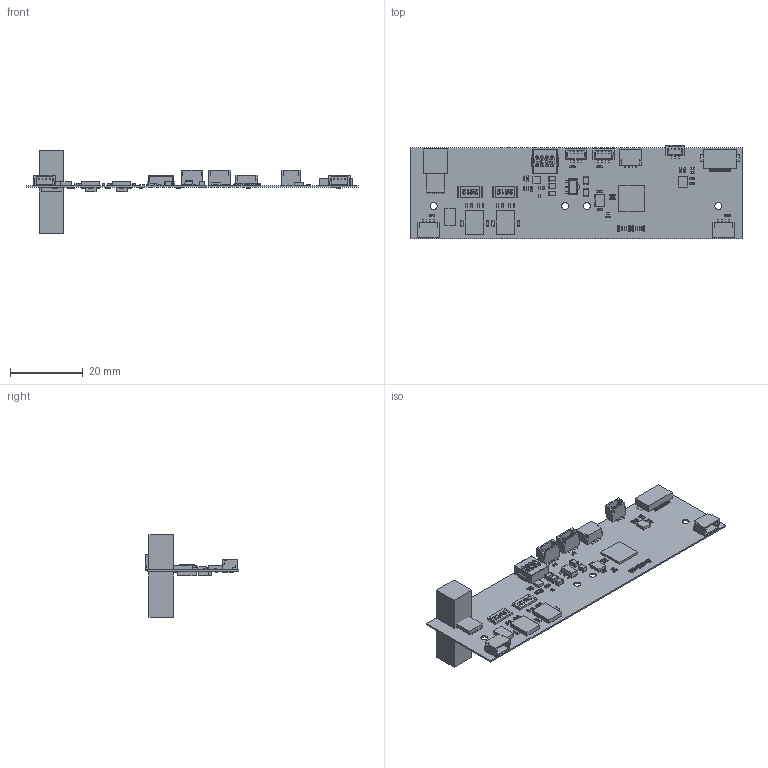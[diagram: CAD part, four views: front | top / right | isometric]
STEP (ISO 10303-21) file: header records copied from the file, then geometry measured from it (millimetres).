
FILE_DESCRIPTION(('Open CASCADE Model'),'2;1');
FILE_NAME('Open CASCADE Shape Model','2024-05-17T16:41:17',('Author'),( 'Open CASCADE'),'Open CASCADE STEP processor 7.5','Open CASCADE 7.5' ,'Unknown');
FILE_SCHEMA(('AUTOMOTIVE_DESIGN { 1 0 10303 214 1 1 1 1 }'));
Length unit declared in the file: millimetre
Products named in the file (132): PCB; Board; Open CASCADE STEP translator 7.5 2.1.1; R11; Rezystor 0402; R5; IC7; 6516185472; Q9; 6526081136; Body; Pins; J1; 6516190672; CON10; SM04B-SRSS-TB; CON9; C5; Resistor 0402; C4; R25; R24; R23; R22; LED4; 6526080896; Extruded; LED3; LED2; LED1; C36; C0805_125; C35; C34; R20; Resistor 2512; IC6; 6828314672; IC4; IC5 ...
Assembly tree (212 placements, depth 4):
  PCB
    Board
      Open CASCADE STEP translator 7.5 2.1.1
    R11
      Rezystor 0402
    R5
      Rezystor 0402
    IC7
      6516185472
    Q9
      6526081136
        Body
        Pins
    J1
      6516190672
        Body
        Pins
    CON10
      SM04B-SRSS-TB
    CON9
      SM04B-SRSS-TB
    C5
      Resistor 0402
    C4
      Resistor 0402
    R25
      Rezystor 0402
    R24
      Rezystor 0402
    R23
      Rezystor 0402
    R22
      Rezystor 0402
    LED4
      6526080896
        Extruded
    LED3
      6526080896
        Extruded
    LED2
      6526080896
        Extruded
    LED1
      6526080896
        Extruded
    C36
      C0805_125
      C0805_125
      C0805_125
    C35
      C0805_125
      C0805_125
      C0805_125
    C34
      C0805_125
      C0805_125
      C0805_125
    R20
      Resistor 2512
    IC6
Bounding box: 91 x 25.73 x 22.5 mm (x, y, z)
Volume: 2759.1 mm3; surface area: 7900.8 mm2
Topology: 342 solids, 342 shells, 6120 faces, 15400 edges, 9950 vertices
Faces by surface type: plane 3450, bspline 2150, cylinder 444, sphere 76
Full cylindrical faces by diameter (mm): 0.7 x2, 1.9 x4
Entity records: 45305 total; most frequent: CARTESIAN_POINT 12712, ORIENTED_EDGE 5570, DIRECTION 4757, EDGE_CURVE 2785, LINE 2171, VECTOR 2171, VERTEX_POINT 1820, AXIS2_PLACEMENT_3D 1293
